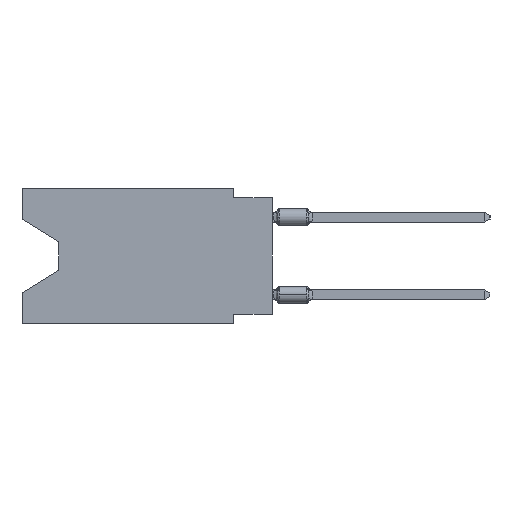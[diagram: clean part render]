
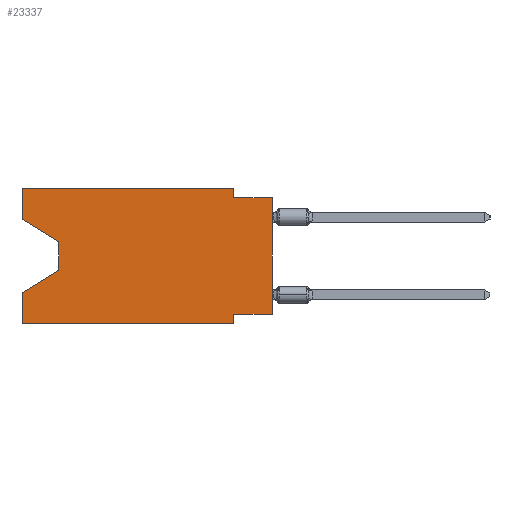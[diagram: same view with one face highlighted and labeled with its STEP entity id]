
A CAD part, left-side view. The second image highlights one B-rep face of the part: STEP entity #23337.
In plain terms, the highlighted planar face has unit normal (-1, 0, 0).
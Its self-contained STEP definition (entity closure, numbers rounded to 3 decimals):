
#343 = VERTEX_POINT ( 'NONE', #16039 ) ;
#606 = EDGE_CURVE ( 'NONE', #27358, #3950, #1692, .T. ) ;
#831 = DIRECTION ( 'NONE',  ( 0., -1., 0. ) ) ;
#1337 = DIRECTION ( 'NONE',  ( 0., 1., 0. ) ) ;
#1542 = CARTESIAN_POINT ( 'NONE',  ( 0., 16.383, 0. ) ) ;
#1658 = VERTEX_POINT ( 'NONE', #24315 ) ;
#1692 = LINE ( 'NONE', #39994, #26260 ) ;
#1961 = FACE_OUTER_BOUND ( 'NONE', #38367, .T. ) ;
#2595 = EDGE_CURVE ( 'NONE', #21131, #343, #24971, .T. ) ;
#3100 = VECTOR ( 'NONE', #33224, 1000. ) ;
#3950 = VERTEX_POINT ( 'NONE', #37522 ) ;
#4235 = CARTESIAN_POINT ( 'NONE',  ( 0., 13.97, -3.505 ) ) ;
#5462 = DIRECTION ( 'NONE',  ( 0., -0.855, -0.519 ) ) ;
#5520 = ORIENTED_EDGE ( 'NONE', *, *, #606, .F. ) ;
#5675 = LINE ( 'NONE', #27590, #30624 ) ;
#5920 = ORIENTED_EDGE ( 'NONE', *, *, #9587, .F. ) ;
#6682 = ORIENTED_EDGE ( 'NONE', *, *, #2595, .F. ) ;
#6809 = VECTOR ( 'NONE', #9797, 1000. ) ;
#8335 = DIRECTION ( 'NONE',  ( 0., -1., 0. ) ) ;
#8614 = LINE ( 'NONE', #24385, #3100 ) ;
#8692 = DIRECTION ( 'NONE',  ( 0., 0., 1. ) ) ;
#8744 = CARTESIAN_POINT ( 'NONE',  ( 0., 13.97, -5.385 ) ) ;
#8977 = ORIENTED_EDGE ( 'NONE', *, *, #13086, .F. ) ;
#9587 = EDGE_CURVE ( 'NONE', #26377, #40107, #15809, .T. ) ;
#9797 = DIRECTION ( 'NONE',  ( 0., 0., -1. ) ) ;
#10682 = VERTEX_POINT ( 'NONE', #8744 ) ;
#11234 = DIRECTION ( 'NONE',  ( 0., 0.855, -0.519 ) ) ;
#11649 = EDGE_CURVE ( 'NONE', #40107, #26701, #37337, .T. ) ;
#11900 = VECTOR ( 'NONE', #31922, 1000. ) ;
#12802 = CARTESIAN_POINT ( 'NONE',  ( 0., 16.383, -2.038 ) ) ;
#13086 = EDGE_CURVE ( 'NONE', #26701, #19204, #8614, .T. ) ;
#13801 = LINE ( 'NONE', #26317, #13968 ) ;
#13968 = VECTOR ( 'NONE', #8692, 1000. ) ;
#14206 = EDGE_CURVE ( 'NONE', #26377, #26164, #33521, .T. ) ;
#14519 = DIRECTION ( 'NONE',  ( 0., -1., 0. ) ) ;
#14827 = EDGE_CURVE ( 'NONE', #27358, #343, #38914, .T. ) ;
#15809 = LINE ( 'NONE', #16229, #36621 ) ;
#16039 = CARTESIAN_POINT ( 'NONE',  ( 0., 2.54, -8.89 ) ) ;
#16229 = CARTESIAN_POINT ( 'NONE',  ( 0., 16.383, 0. ) ) ;
#18113 = VECTOR ( 'NONE', #11234, 1000. ) ;
#18273 = ORIENTED_EDGE ( 'NONE', *, *, #11649, .F. ) ;
#18362 = CARTESIAN_POINT ( 'NONE',  ( 0., 0., -0.635 ) ) ;
#18447 = ORIENTED_EDGE ( 'NONE', *, *, #36183, .F. ) ;
#18882 = CARTESIAN_POINT ( 'NONE',  ( 0., 16.383, 0. ) ) ;
#18886 = EDGE_CURVE ( 'NONE', #10682, #3950, #19227, .T. ) ;
#19204 = VERTEX_POINT ( 'NONE', #30548 ) ;
#19227 = LINE ( 'NONE', #23948, #18113 ) ;
#19415 = LINE ( 'NONE', #38473, #11900 ) ;
#19972 = DIRECTION ( 'NONE',  ( 1., 0., 0. ) ) ;
#21131 = VERTEX_POINT ( 'NONE', #26097 ) ;
#21233 = CARTESIAN_POINT ( 'NONE',  ( 0., 16.383, -2.038 ) ) ;
#22098 = ORIENTED_EDGE ( 'NONE', *, *, #38990, .T. ) ;
#22670 = VECTOR ( 'NONE', #5462, 1000. ) ;
#23337 = ADVANCED_FACE ( 'NONE', ( #1961 ), #26136, .F. ) ;
#23350 = ORIENTED_EDGE ( 'NONE', *, *, #14206, .T. ) ;
#23669 = LINE ( 'NONE', #30226, #35458 ) ;
#23948 = CARTESIAN_POINT ( 'NONE',  ( 0., 13.97, -5.385 ) ) ;
#23953 = AXIS2_PLACEMENT_3D ( 'NONE', #1542, #19972, #38625 ) ;
#24315 = CARTESIAN_POINT ( 'NONE',  ( 0., 0., -8.255 ) ) ;
#24385 = CARTESIAN_POINT ( 'NONE',  ( 0., 2.54, 0. ) ) ;
#24847 = DIRECTION ( 'NONE',  ( 0., 0., 1. ) ) ;
#24971 = LINE ( 'NONE', #30922, #6809 ) ;
#25011 = VERTEX_POINT ( 'NONE', #18362 ) ;
#26097 = CARTESIAN_POINT ( 'NONE',  ( 0., 2.54, -8.255 ) ) ;
#26136 = PLANE ( 'NONE',  #23953 ) ;
#26164 = VERTEX_POINT ( 'NONE', #4235 ) ;
#26260 = VECTOR ( 'NONE', #39800, 1000. ) ;
#26317 = CARTESIAN_POINT ( 'NONE',  ( 0., 0., 0. ) ) ;
#26377 = VERTEX_POINT ( 'NONE', #12802 ) ;
#26448 = ORIENTED_EDGE ( 'NONE', *, *, #27925, .T. ) ;
#26701 = VERTEX_POINT ( 'NONE', #30831 ) ;
#27358 = VERTEX_POINT ( 'NONE', #28422 ) ;
#27581 = EDGE_CURVE ( 'NONE', #19204, #25011, #5675, .T. ) ;
#27590 = CARTESIAN_POINT ( 'NONE',  ( 0., 0., -0.635 ) ) ;
#27925 = EDGE_CURVE ( 'NONE', #1658, #25011, #13801, .T. ) ;
#28422 = CARTESIAN_POINT ( 'NONE',  ( 0., 16.383, -8.89 ) ) ;
#30226 = CARTESIAN_POINT ( 'NONE',  ( 0., 0., -8.255 ) ) ;
#30548 = CARTESIAN_POINT ( 'NONE',  ( 0., 2.54, -0.635 ) ) ;
#30624 = VECTOR ( 'NONE', #8335, 1000. ) ;
#30831 = CARTESIAN_POINT ( 'NONE',  ( 0., 2.54, 0. ) ) ;
#30922 = CARTESIAN_POINT ( 'NONE',  ( 0., 2.54, -8.89 ) ) ;
#31040 = ORIENTED_EDGE ( 'NONE', *, *, #14827, .T. ) ;
#31099 = ORIENTED_EDGE ( 'NONE', *, *, #18886, .T. ) ;
#31922 = DIRECTION ( 'NONE',  ( 0., 0., -1. ) ) ;
#33195 = CARTESIAN_POINT ( 'NONE',  ( 0., 16.383, -8.89 ) ) ;
#33224 = DIRECTION ( 'NONE',  ( 0., 0., -1. ) ) ;
#33521 = LINE ( 'NONE', #21233, #22670 ) ;
#33876 = VECTOR ( 'NONE', #14519, 1000. ) ;
#35458 = VECTOR ( 'NONE', #1337, 1000. ) ;
#36183 = EDGE_CURVE ( 'NONE', #1658, #21131, #23669, .T. ) ;
#36621 = VECTOR ( 'NONE', #24847, 1000. ) ;
#36643 = VECTOR ( 'NONE', #831, 1000. ) ;
#37337 = LINE ( 'NONE', #18882, #36643 ) ;
#37522 = CARTESIAN_POINT ( 'NONE',  ( 0., 16.383, -6.852 ) ) ;
#38367 = EDGE_LOOP ( 'NONE', ( #23350, #22098, #31099, #5520, #31040, #6682, #18447, #26448, #38893, #8977, #18273, #5920 ) ) ;
#38473 = CARTESIAN_POINT ( 'NONE',  ( 0., 13.97, -3.505 ) ) ;
#38477 = CARTESIAN_POINT ( 'NONE',  ( 0., 16.383, 0. ) ) ;
#38625 = DIRECTION ( 'NONE',  ( 0., 0., -1. ) ) ;
#38893 = ORIENTED_EDGE ( 'NONE', *, *, #27581, .F. ) ;
#38914 = LINE ( 'NONE', #33195, #33876 ) ;
#38990 = EDGE_CURVE ( 'NONE', #26164, #10682, #19415, .T. ) ;
#39800 = DIRECTION ( 'NONE',  ( 0., 0., 1. ) ) ;
#39994 = CARTESIAN_POINT ( 'NONE',  ( 0., 16.383, 0. ) ) ;
#40107 = VERTEX_POINT ( 'NONE', #38477 ) ;
